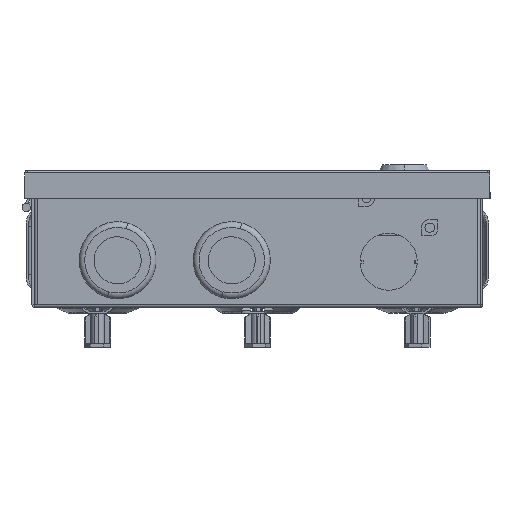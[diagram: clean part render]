
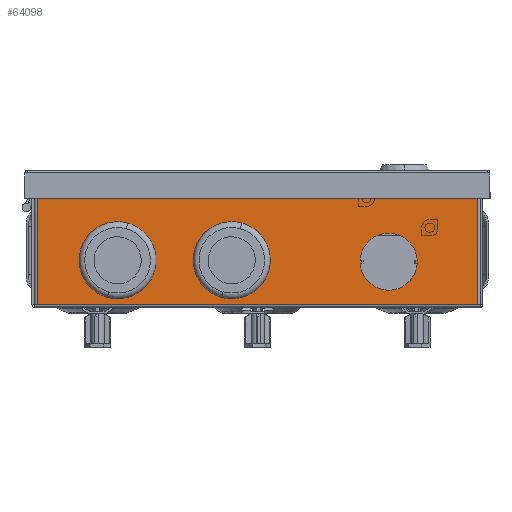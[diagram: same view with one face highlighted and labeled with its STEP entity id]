
A CAD part, front view. The second image highlights one B-rep face of the part: STEP entity #64098.
In plain terms, the highlighted planar face has unit normal (0, -1, 0).
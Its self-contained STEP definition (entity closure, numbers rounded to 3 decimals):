
#212 = EDGE_CURVE ( 'NONE', #130097, #113906, #54404, .T. ) ;
#652 = ORIENTED_EDGE ( 'NONE', *, *, #28837, .F. ) ;
#3160 = AXIS2_PLACEMENT_3D ( 'NONE', #34659, #126089, #48900 ) ;
#4806 = LINE ( 'NONE', #55944, #62631 ) ;
#5473 = EDGE_CURVE ( 'NONE', #161930, #87273, #11558, .T. ) ;
#5765 = CARTESIAN_POINT ( 'NONE',  ( 55.5, -79., 14.7 ) ) ;
#6563 = CARTESIAN_POINT ( 'NONE',  ( 36.013, -79., 15.7 ) ) ;
#6610 = EDGE_CURVE ( 'NONE', #139251, #16607, #4806, .T. ) ;
#7770 = CARTESIAN_POINT ( 'NONE',  ( -77.2, -79., 44.2 ) ) ;
#8305 = EDGE_CURVE ( 'NONE', #146392, #161021, #130712, .T. ) ;
#8893 = LINE ( 'NONE', #100244, #41471 ) ;
#9434 = CARTESIAN_POINT ( 'NONE',  ( 77.2, -79., 44.2 ) ) ;
#10116 = CARTESIAN_POINT ( 'NONE',  ( -77.2, -79., 44.2 ) ) ;
#11558 = LINE ( 'NONE', #113064, #91952 ) ;
#14905 = DIRECTION ( 'NONE',  ( 0., 1., 0. ) ) ;
#15189 = CARTESIAN_POINT ( 'NONE',  ( -78.1, -79., 0.1 ) ) ;
#15794 = PLANE ( 'NONE',  #49822 ) ;
#16035 = DIRECTION ( 'NONE',  ( 0., 0., 1. ) ) ;
#16607 = VERTEX_POINT ( 'NONE', #161081 ) ;
#19716 = EDGE_CURVE ( 'NONE', #26460, #83074, #8893, .T. ) ;
#20100 = ORIENTED_EDGE ( 'NONE', *, *, #31504, .F. ) ;
#20896 = CIRCLE ( 'NONE', #157548, 10. ) ;
#24255 = EDGE_LOOP ( 'NONE', ( #78424, #24383, #61941, #89385, #75897, #165168, #43585, #123291 ) ) ;
#24383 = ORIENTED_EDGE ( 'NONE', *, *, #54864, .T. ) ;
#25874 = CARTESIAN_POINT ( 'NONE',  ( -49., -79., 15.7 ) ) ;
#26460 = VERTEX_POINT ( 'NONE', #103784 ) ;
#26686 = DIRECTION ( 'NONE',  ( 0., 0., 1. ) ) ;
#28837 = EDGE_CURVE ( 'NONE', #119296, #89182, #69204, .T. ) ;
#30841 = VECTOR ( 'NONE', #35593, 1000. ) ;
#31504 = EDGE_CURVE ( 'NONE', #113906, #130097, #20896, .T. ) ;
#31666 = AXIS2_PLACEMENT_3D ( 'NONE', #135388, #84184, #109333 ) ;
#31742 = AXIS2_PLACEMENT_3D ( 'NONE', #92083, #78732, #39280 ) ;
#32571 = LINE ( 'NONE', #5765, #94296 ) ;
#32977 = VECTOR ( 'NONE', #58322, 1000. ) ;
#34659 = CARTESIAN_POINT ( 'NONE',  ( -9., -79., 15.7 ) ) ;
#35593 = DIRECTION ( 'NONE',  ( -1., 0., 0. ) ) ;
#38731 = CARTESIAN_POINT ( 'NONE',  ( -49., -79., 5.7 ) ) ;
#39280 = DIRECTION ( 'NONE',  ( 0., 0., -1. ) ) ;
#41471 = VECTOR ( 'NONE', #164048, 1000. ) ;
#42570 = DIRECTION ( 'NONE',  ( 0., 0., 1. ) ) ;
#43585 = ORIENTED_EDGE ( 'NONE', *, *, #19716, .T. ) ;
#44067 = VERTEX_POINT ( 'NONE', #105437 ) ;
#47872 = DIRECTION ( 'NONE',  ( 0., 0., -1. ) ) ;
#48233 = CARTESIAN_POINT ( 'NONE',  ( 36.5, -79., 14.7 ) ) ;
#48900 = DIRECTION ( 'NONE',  ( 0., 0., -1. ) ) ;
#49643 = CARTESIAN_POINT ( 'NONE',  ( 36.013, -79., 14.7 ) ) ;
#49822 = AXIS2_PLACEMENT_3D ( 'NONE', #119772, #116495, #42570 ) ;
#51523 = CARTESIAN_POINT ( 'NONE',  ( -9., -79., 25.7 ) ) ;
#52629 = ORIENTED_EDGE ( 'NONE', *, *, #133731, .T. ) ;
#53166 = LINE ( 'NONE', #154792, #109671 ) ;
#53921 = EDGE_CURVE ( 'NONE', #89182, #119296, #121085, .T. ) ;
#54280 = CARTESIAN_POINT ( 'NONE',  ( 77.2, -79., 0.1 ) ) ;
#54404 = CIRCLE ( 'NONE', #73102, 10. ) ;
#54864 = EDGE_CURVE ( 'NONE', #87273, #44067, #143548, .T. ) ;
#55386 = CARTESIAN_POINT ( 'NONE',  ( 36.5, -79., 14.7 ) ) ;
#55944 = CARTESIAN_POINT ( 'NONE',  ( 56., -79., 15.7 ) ) ;
#58322 = DIRECTION ( 'NONE',  ( 1., 0., 0. ) ) ;
#60156 = EDGE_LOOP ( 'NONE', ( #20100, #128678 ) ) ;
#61941 = ORIENTED_EDGE ( 'NONE', *, *, #91703, .F. ) ;
#62300 = ORIENTED_EDGE ( 'NONE', *, *, #8305, .T. ) ;
#62631 = VECTOR ( 'NONE', #81944, 1000. ) ;
#64098 = ADVANCED_FACE ( 'NONE', ( #80358, #131578, #81171, #79546 ), #15794, .F. ) ;
#69204 = CIRCLE ( 'NONE', #31742, 10. ) ;
#70076 = LINE ( 'NONE', #159875, #32977 ) ;
#70946 = CARTESIAN_POINT ( 'NONE',  ( 55.987, -79., 14.7 ) ) ;
#73102 = AXIS2_PLACEMENT_3D ( 'NONE', #25874, #113952, #102993 ) ;
#75563 = CARTESIAN_POINT ( 'NONE',  ( 77.2, -79., 0.1 ) ) ;
#75897 = ORIENTED_EDGE ( 'NONE', *, *, #6610, .F. ) ;
#78155 = DIRECTION ( 'NONE',  ( 0., 0., -1. ) ) ;
#78424 = ORIENTED_EDGE ( 'NONE', *, *, #5473, .T. ) ;
#78732 = DIRECTION ( 'NONE',  ( 0., -1., 0. ) ) ;
#79546 = FACE_BOUND ( 'NONE', #24255, .T. ) ;
#80358 = FACE_BOUND ( 'NONE', #60156, .T. ) ;
#81171 = FACE_OUTER_BOUND ( 'NONE', #136927, .T. ) ;
#81944 = DIRECTION ( 'NONE',  ( 1., 0., 0. ) ) ;
#83074 = VERTEX_POINT ( 'NONE', #70946 ) ;
#84184 = DIRECTION ( 'NONE',  ( 0., 1., 0. ) ) ;
#86084 = VECTOR ( 'NONE', #16035, 1000. ) ;
#87066 = DIRECTION ( 'NONE',  ( 1., 0., 0. ) ) ;
#87273 = VERTEX_POINT ( 'NONE', #48233 ) ;
#89182 = VERTEX_POINT ( 'NONE', #51523 ) ;
#89385 = ORIENTED_EDGE ( 'NONE', *, *, #122836, .T. ) ;
#90938 = DIRECTION ( 'NONE',  ( -1., 0., 0. ) ) ;
#91703 = EDGE_CURVE ( 'NONE', #112949, #44067, #70076, .T. ) ;
#91952 = VECTOR ( 'NONE', #87066, 1000. ) ;
#92009 = DIRECTION ( 'NONE',  ( 0., 0., -1. ) ) ;
#92083 = CARTESIAN_POINT ( 'NONE',  ( -9., -79., 15.7 ) ) ;
#94296 = VECTOR ( 'NONE', #161794, 1000. ) ;
#100244 = CARTESIAN_POINT ( 'NONE',  ( 56., -79., 14.7 ) ) ;
#102993 = DIRECTION ( 'NONE',  ( 0., 0., -1. ) ) ;
#103784 = CARTESIAN_POINT ( 'NONE',  ( 55.5, -79., 14.7 ) ) ;
#104451 = CARTESIAN_POINT ( 'NONE',  ( -9., -79., 5.7 ) ) ;
#105437 = CARTESIAN_POINT ( 'NONE',  ( 36.5, -79., 15.7 ) ) ;
#106515 = VERTEX_POINT ( 'NONE', #7770 ) ;
#109333 = DIRECTION ( 'NONE',  ( 0., 0., -1. ) ) ;
#109671 = VECTOR ( 'NONE', #90938, 1000. ) ;
#112013 = CIRCLE ( 'NONE', #31666, 10. ) ;
#112744 = LINE ( 'NONE', #15189, #30841 ) ;
#112949 = VERTEX_POINT ( 'NONE', #6563 ) ;
#113064 = CARTESIAN_POINT ( 'NONE',  ( 36., -79., 14.7 ) ) ;
#113906 = VERTEX_POINT ( 'NONE', #38731 ) ;
#113952 = DIRECTION ( 'NONE',  ( 0., -1., 0. ) ) ;
#116001 = CIRCLE ( 'NONE', #126642, 10. ) ;
#116207 = VECTOR ( 'NONE', #26686, 1000. ) ;
#116495 = DIRECTION ( 'NONE',  ( 0., 1., 0. ) ) ;
#116779 = EDGE_CURVE ( 'NONE', #83074, #161930, #116001, .T. ) ;
#119296 = VERTEX_POINT ( 'NONE', #104451 ) ;
#119772 = CARTESIAN_POINT ( 'NONE',  ( 0., -79., 0. ) ) ;
#121014 = ORIENTED_EDGE ( 'NONE', *, *, #53921, .F. ) ;
#121085 = CIRCLE ( 'NONE', #3160, 10. ) ;
#122836 = EDGE_CURVE ( 'NONE', #112949, #16607, #112013, .T. ) ;
#123291 = ORIENTED_EDGE ( 'NONE', *, *, #116779, .T. ) ;
#123301 = CARTESIAN_POINT ( 'NONE',  ( 55.5, -79., 15.7 ) ) ;
#126089 = DIRECTION ( 'NONE',  ( 0., -1., 0. ) ) ;
#126642 = AXIS2_PLACEMENT_3D ( 'NONE', #154200, #14905, #92009 ) ;
#126860 = DIRECTION ( 'NONE',  ( 0., -1., 0. ) ) ;
#128678 = ORIENTED_EDGE ( 'NONE', *, *, #212, .F. ) ;
#130097 = VERTEX_POINT ( 'NONE', #154995 ) ;
#130712 = LINE ( 'NONE', #54280, #116207 ) ;
#131578 = FACE_BOUND ( 'NONE', #156740, .T. ) ;
#132672 = EDGE_CURVE ( 'NONE', #26460, #139251, #32571, .T. ) ;
#133731 = EDGE_CURVE ( 'NONE', #106515, #155784, #161199, .T. ) ;
#135388 = CARTESIAN_POINT ( 'NONE',  ( 46., -79., 15.2 ) ) ;
#136927 = EDGE_LOOP ( 'NONE', ( #62300, #142319, #52629, #151167 ) ) ;
#139251 = VERTEX_POINT ( 'NONE', #123301 ) ;
#141108 = CARTESIAN_POINT ( 'NONE',  ( -49., -79., 15.7 ) ) ;
#142319 = ORIENTED_EDGE ( 'NONE', *, *, #149863, .T. ) ;
#143548 = LINE ( 'NONE', #55386, #86084 ) ;
#145651 = VECTOR ( 'NONE', #47872, 1000. ) ;
#146392 = VERTEX_POINT ( 'NONE', #75563 ) ;
#149863 = EDGE_CURVE ( 'NONE', #161021, #106515, #53166, .T. ) ;
#151167 = ORIENTED_EDGE ( 'NONE', *, *, #156017, .F. ) ;
#154200 = CARTESIAN_POINT ( 'NONE',  ( 46., -79., 15.2 ) ) ;
#154792 = CARTESIAN_POINT ( 'NONE',  ( 0., -79., 44.2 ) ) ;
#154995 = CARTESIAN_POINT ( 'NONE',  ( -49., -79., 25.7 ) ) ;
#155784 = VERTEX_POINT ( 'NONE', #158175 ) ;
#156017 = EDGE_CURVE ( 'NONE', #146392, #155784, #112744, .T. ) ;
#156740 = EDGE_LOOP ( 'NONE', ( #652, #121014 ) ) ;
#157548 = AXIS2_PLACEMENT_3D ( 'NONE', #141108, #126860, #78155 ) ;
#158175 = CARTESIAN_POINT ( 'NONE',  ( -77.2, -79., 0.1 ) ) ;
#159875 = CARTESIAN_POINT ( 'NONE',  ( 36., -79., 15.7 ) ) ;
#161021 = VERTEX_POINT ( 'NONE', #9434 ) ;
#161081 = CARTESIAN_POINT ( 'NONE',  ( 55.987, -79., 15.7 ) ) ;
#161199 = LINE ( 'NONE', #10116, #145651 ) ;
#161794 = DIRECTION ( 'NONE',  ( 0., 0., 1. ) ) ;
#161930 = VERTEX_POINT ( 'NONE', #49643 ) ;
#164048 = DIRECTION ( 'NONE',  ( 1., 0., 0. ) ) ;
#165168 = ORIENTED_EDGE ( 'NONE', *, *, #132672, .F. ) ;
